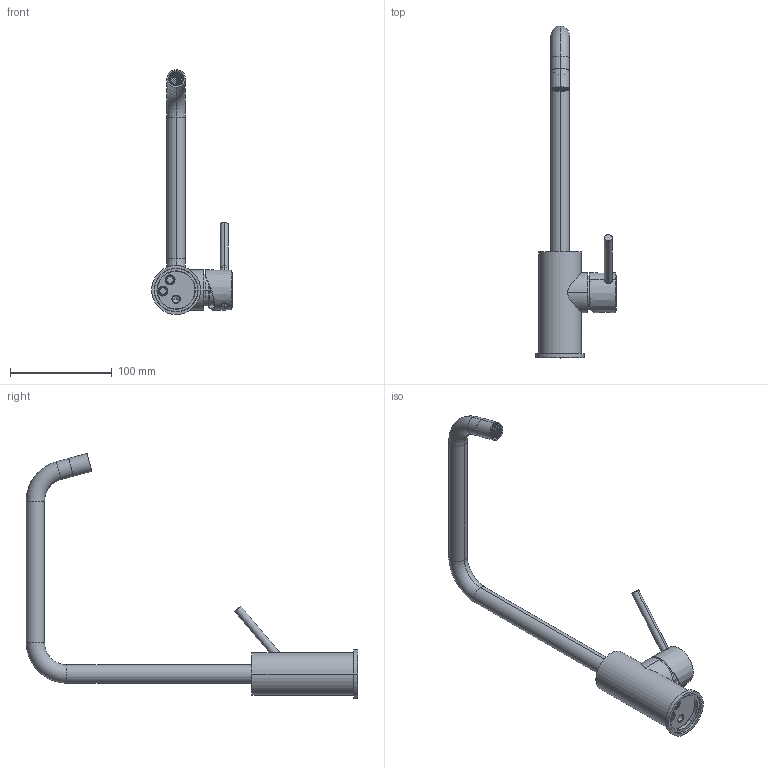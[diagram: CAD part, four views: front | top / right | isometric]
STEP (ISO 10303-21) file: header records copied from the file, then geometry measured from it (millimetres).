
FILE_DESCRIPTION((''),'2;1');
FILE_NAME('LIG980CR_ASM','2021-06-10T09:57:59',('ut3'),('PAFFONI SpA'),'CREO PARAMETRIC BY PTC INC, 2020044','CREO PARAMETRIC BY PTC INC, 2020044','');
FILE_SCHEMA(('CONFIG_CONTROL_DESIGN','SHAPE_APPEARANCE_LAYERS_GROUPS'));
Length unit declared in the file: millimetre
Products named in the file (35): 1000497GR; 4071653_CORPO; 4071653_ROTAZIONE; 4071653_PERNO; 4071653_ASTA; 4071653_FONDELLO; 4071653_GUARNIZIONE; 4071653_OR; 4071653_ASM; 1000496GR; 2092543_AF2; 2092543_AF3; 1000498GR; 2041890GR; 1000486ZCR; 2041560GR; 2091105CRN; 2051272GR; 1000487GR; 2091419_; 2081225GR; 2041771GR; 2091423; 2092010_AF0; 2092145_AF0; 5002038CR_ASM; 2041713GR; 2042053NI; CORPO_AER_18; CARTUCCIA_18; GUARNIZIONE_AER_18; AR0030_ASM; 5004045CRAE_ASM; 1000495GR; LIG980CR_ASM
Assembly tree (35 placements, depth 4):
  LIG980CR_ASM
    1000497GR
    4071653_ASM
      4071653_CORPO
      4071653_ROTAZIONE
      4071653_PERNO
      4071653_ASTA
      4071653_FONDELLO
      4071653_GUARNIZIONE
      4071653_OR
    1000496GR
    2092543_AF2
    2092543_AF3
    1000498GR
    2041890GR
    1000486ZCR
    2041560GR
    2091105CRN
    2051272GR
    1000487GR
    2091419_
    5004045CRAE_ASM
      2081225GR
      5002038CR_ASM
        2041771GR
        2091423  x2
        2092010_AF0
        2092145_AF0
      2041713GR
      2042053NI
      AR0030_ASM
        CORPO_AER_18
        CARTUCCIA_18
        GUARNIZIONE_AER_18
    1000495GR
Bounding box: 79.15 x 325.5 x 240.45 mm (x, y, z)
Volume: 193681 mm3; surface area: 117191.3 mm2
Topology: 31 solids, 49 shells, 1763 faces, 4552 edges, 2827 vertices
Faces by surface type: cylinder 790, plane 457, torus 217, cone 153, bspline 82, sphere 64
Entity records: 76615 total; most frequent: CARTESIAN_POINT 18835, DIRECTION 9427, ORIENTED_EDGE 8828, PRESENTATION_STYLE_ASSIGNMENT 4505, STYLED_ITEM 4502, EDGE_CURVE 4451, CURVE_STYLE 4413, AXIS2_PLACEMENT_3D 3898
